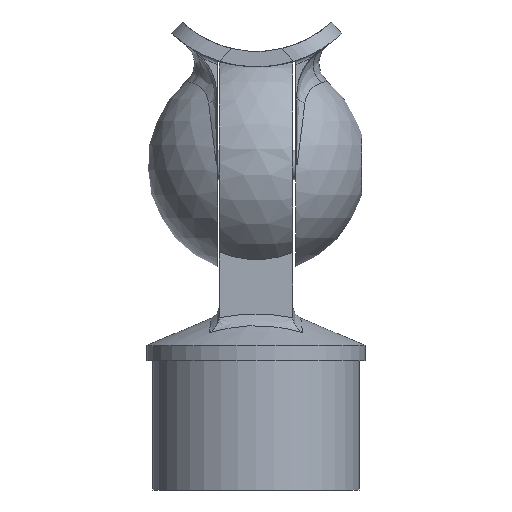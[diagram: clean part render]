
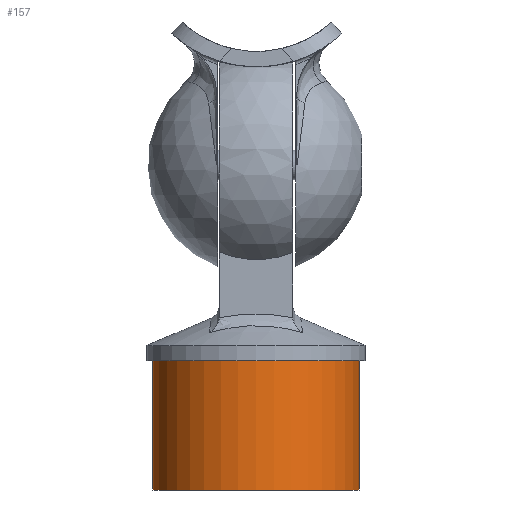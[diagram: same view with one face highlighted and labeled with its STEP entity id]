
A CAD part, front view. The second image highlights one B-rep face of the part: STEP entity #157.
In plain terms, the highlighted cylindrical face has radius 20 mm (diameter 40 mm), a full revolution.
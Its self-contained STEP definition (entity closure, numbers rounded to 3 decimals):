
#137=CYLINDRICAL_SURFACE('',#1498,20.);
#157=ADVANCED_FACE('',(#349,#350),#137,.T.);
#349=FACE_BOUND('',#396,.T.);
#350=FACE_BOUND('',#397,.T.);
#396=EDGE_LOOP('',(#505));
#397=EDGE_LOOP('',(#506));
#505=ORIENTED_EDGE('',*,*,#1030,.T.);
#506=ORIENTED_EDGE('',*,*,#1031,.T.);
#896=VERTEX_POINT('',#1955);
#897=VERTEX_POINT('',#1957);
#1030=EDGE_CURVE('',#896,#896,#1225,.T.);
#1031=EDGE_CURVE('',#897,#897,#1226,.T.);
#1225=CIRCLE('',#1496,20.);
#1226=CIRCLE('',#1497,20.);
#1496=AXIS2_PLACEMENT_3D('',#1954,#1631,#1632);
#1497=AXIS2_PLACEMENT_3D('',#1956,#1633,#1634);
#1498=AXIS2_PLACEMENT_3D('',#1958,#1635,#1636);
#1631=DIRECTION('',(0.,0.,1.));
#1632=DIRECTION('',(1.,0.,0.));
#1633=DIRECTION('',(0.,0.,-1.));
#1634=DIRECTION('',(1.,0.,0.));
#1635=DIRECTION('',(0.,0.,-1.));
#1636=DIRECTION('',(1.,0.,0.));
#1954=CARTESIAN_POINT('',(-0.15,0.,-63.));
#1955=CARTESIAN_POINT('',(19.85,0.,-63.));
#1956=CARTESIAN_POINT('',(-0.15,0.,-38.));
#1957=CARTESIAN_POINT('',(19.85,0.,-38.));
#1958=CARTESIAN_POINT('',(-0.15,0.,-38.));
